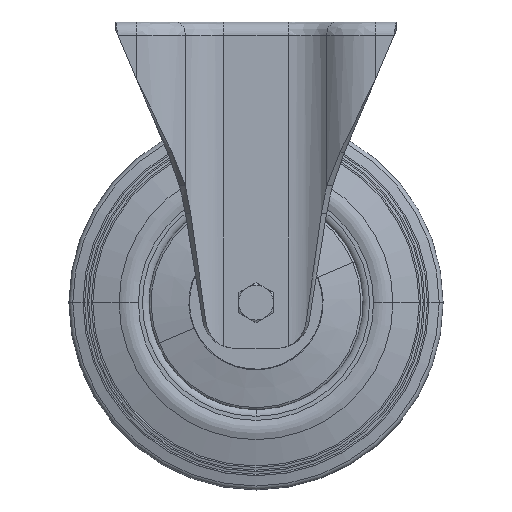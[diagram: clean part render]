
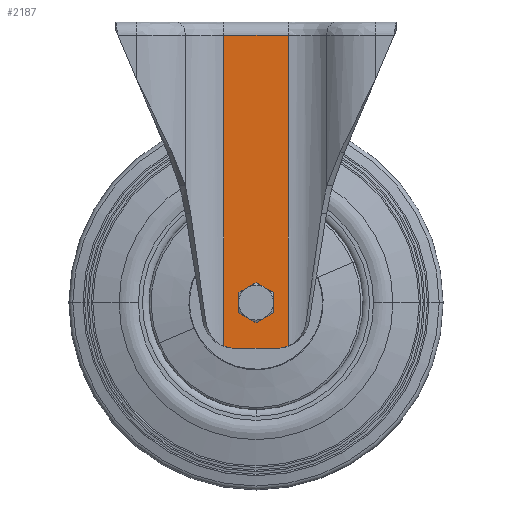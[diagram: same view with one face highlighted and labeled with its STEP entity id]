
A CAD part, top view. The second image highlights one B-rep face of the part: STEP entity #2187.
In plain terms, the highlighted planar face has unit normal (0, 0, 1).
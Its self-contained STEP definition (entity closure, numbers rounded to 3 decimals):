
#422 = AXIS2_PLACEMENT_3D ( 'NONE', #17511, #17512, #17513 ) ;
#478 = AXIS2_PLACEMENT_3D ( 'NONE', #625, #627, #628 ) ;
#479 = AXIS2_PLACEMENT_3D ( 'NONE', #639, #640, #642 ) ;
#480 = AXIS2_PLACEMENT_3D ( 'NONE', #650, #652, #654 ) ;
#594 = DIRECTION ( 'NONE',  ( 0., -1., 0. ) ) ;
#596 = CARTESIAN_POINT ( 'NONE',  ( -9.024, -28.63, 28. ) ) ;
#615 = CARTESIAN_POINT ( 'NONE',  ( -33.024, -28.63, 28. ) ) ;
#617 = DIRECTION ( 'NONE',  ( -1., 0., 0. ) ) ;
#618 = DIRECTION ( 'NONE',  ( 0., -1., 0. ) ) ;
#623 = CARTESIAN_POINT ( 'NONE',  ( -33.024, -28.63, 28. ) ) ;
#625 = CARTESIAN_POINT ( 'NONE',  ( -29.024, -16.63, 28. ) ) ;
#627 = DIRECTION ( 'NONE',  ( 0., 0., -1. ) ) ;
#628 = DIRECTION ( 'NONE',  ( -1., 0., 0. ) ) ;
#630 = DIRECTION ( 'NONE',  ( 1., 0., 0. ) ) ;
#637 = CARTESIAN_POINT ( 'NONE',  ( -9.024, 88.37, 28. ) ) ;
#639 = CARTESIAN_POINT ( 'NONE',  ( -13.024, -16.63, 28. ) ) ;
#640 = DIRECTION ( 'NONE',  ( 0., 0., -1. ) ) ;
#642 = DIRECTION ( 'NONE',  ( -1., 0., 0. ) ) ;
#650 = CARTESIAN_POINT ( 'NONE',  ( -21.024, -11.63, 28. ) ) ;
#652 = DIRECTION ( 'NONE',  ( 0., 0., -1. ) ) ;
#654 = DIRECTION ( 'NONE',  ( -1., 0., 0. ) ) ;
#1155 = CIRCLE ( 'NONE', #422, 5. ) ;
#1378 = LINE ( 'NONE', #596, #1385 ) ;
#1381 = CIRCLE ( 'NONE', #478, 12. ) ;
#1383 = LINE ( 'NONE', #615, #1388 ) ;
#1385 = VECTOR ( 'NONE', #594, 1000. ) ;
#1386 = LINE ( 'NONE', #623, #1395 ) ;
#1388 = VECTOR ( 'NONE', #618, 1000. ) ;
#1390 = CIRCLE ( 'NONE', #479, 12. ) ;
#1392 = LINE ( 'NONE', #637, #1401 ) ;
#1395 = VECTOR ( 'NONE', #617, 1000. ) ;
#1399 = CIRCLE ( 'NONE', #480, 5. ) ;
#1401 = VECTOR ( 'NONE', #630, 1000. ) ;
#2187 = ADVANCED_FACE ( 'NONE', ( #18557, #18563 ), #4918, .F. ) ;
#4915 = CARTESIAN_POINT ( 'NONE',  ( -9.024, -28.63, 28. ) ) ;
#4918 = PLANE ( 'NONE',  #9647 ) ;
#4920 = DIRECTION ( 'NONE',  ( 0., 0., -1. ) ) ;
#4921 = DIRECTION ( 'NONE',  ( 1., 0., 0. ) ) ;
#7539 = ORIENTED_EDGE ( 'NONE', *, *, #15100, .T. ) ;
#7541 = ORIENTED_EDGE ( 'NONE', *, *, #15101, .F. ) ;
#7544 = ORIENTED_EDGE ( 'NONE', *, *, #15102, .F. ) ;
#7546 = ORIENTED_EDGE ( 'NONE', *, *, #15103, .F. ) ;
#7548 = ORIENTED_EDGE ( 'NONE', *, *, #15099, .F. ) ;
#7549 = ORIENTED_EDGE ( 'NONE', *, *, #15104, .F. ) ;
#7550 = ORIENTED_EDGE ( 'NONE', *, *, #14978, .T. ) ;
#7552 = ORIENTED_EDGE ( 'NONE', *, *, #15105, .T. ) ;
#8274 = EDGE_LOOP ( 'NONE', ( #7539, #7541, #7544, #7546, #7548, #7549 ) ) ;
#8279 = EDGE_LOOP ( 'NONE', ( #7550, #7552 ) ) ;
#9647 = AXIS2_PLACEMENT_3D ( 'NONE', #4915, #4920, #4921 ) ;
#12801 = VERTEX_POINT ( 'NONE', #17064 ) ;
#12802 = VERTEX_POINT ( 'NONE', #17073 ) ;
#12803 = VERTEX_POINT ( 'NONE', #17074 ) ;
#12807 = VERTEX_POINT ( 'NONE', #17078 ) ;
#12808 = VERTEX_POINT ( 'NONE', #17079 ) ;
#12812 = VERTEX_POINT ( 'NONE', #17083 ) ;
#12868 = VERTEX_POINT ( 'NONE', #17139 ) ;
#12869 = VERTEX_POINT ( 'NONE', #17140 ) ;
#14978 = EDGE_CURVE ( 'NONE', #12869, #12868, #1155, .T. ) ;
#15099 = EDGE_CURVE ( 'NONE', #12808, #12802, #1378, .T. ) ;
#15100 = EDGE_CURVE ( 'NONE', #12801, #12807, #1383, .T. ) ;
#15101 = EDGE_CURVE ( 'NONE', #12803, #12807, #1381, .T. ) ;
#15102 = EDGE_CURVE ( 'NONE', #12812, #12803, #1386, .T. ) ;
#15103 = EDGE_CURVE ( 'NONE', #12802, #12812, #1390, .T. ) ;
#15104 = EDGE_CURVE ( 'NONE', #12801, #12808, #1392, .T. ) ;
#15105 = EDGE_CURVE ( 'NONE', #12868, #12869, #1399, .T. ) ;
#17064 = CARTESIAN_POINT ( 'NONE',  ( -33.024, 88.37, 28. ) ) ;
#17073 = CARTESIAN_POINT ( 'NONE',  ( -9.024, -27.944, 28. ) ) ;
#17074 = CARTESIAN_POINT ( 'NONE',  ( -29.024, -28.63, 28. ) ) ;
#17078 = CARTESIAN_POINT ( 'NONE',  ( -33.024, -27.944, 28. ) ) ;
#17079 = CARTESIAN_POINT ( 'NONE',  ( -9.024, 88.37, 28. ) ) ;
#17083 = CARTESIAN_POINT ( 'NONE',  ( -13.024, -28.63, 28. ) ) ;
#17139 = CARTESIAN_POINT ( 'NONE',  ( -16.024, -11.63, 28. ) ) ;
#17140 = CARTESIAN_POINT ( 'NONE',  ( -26.024, -11.63, 28. ) ) ;
#17511 = CARTESIAN_POINT ( 'NONE',  ( -21.024, -11.63, 28. ) ) ;
#17512 = DIRECTION ( 'NONE',  ( 0., 0., -1. ) ) ;
#17513 = DIRECTION ( 'NONE',  ( -1., 0., 0. ) ) ;
#18557 = FACE_OUTER_BOUND ( 'NONE', #8274, .T. ) ;
#18563 = FACE_BOUND ( 'NONE', #8279, .T. ) ;
